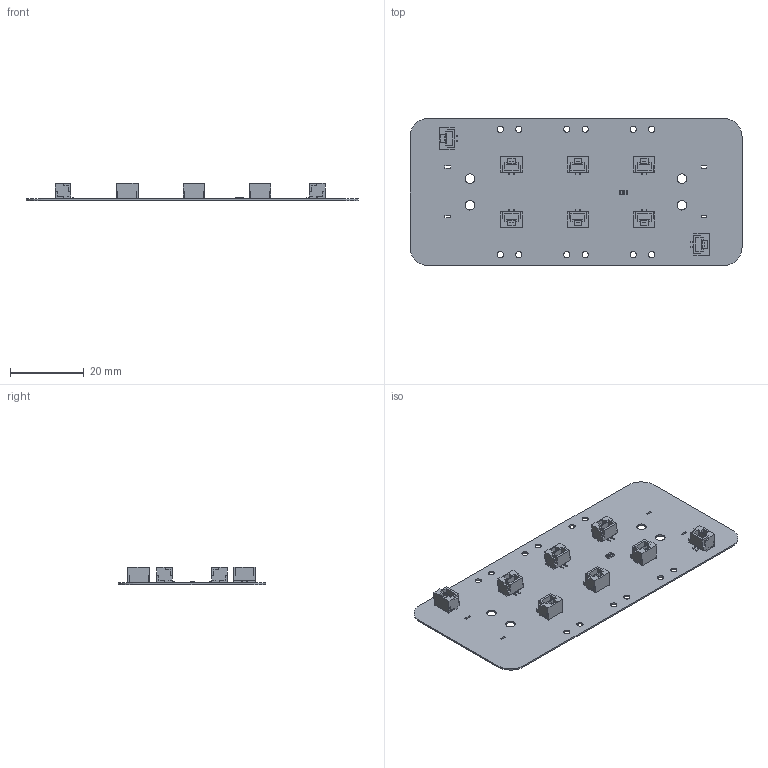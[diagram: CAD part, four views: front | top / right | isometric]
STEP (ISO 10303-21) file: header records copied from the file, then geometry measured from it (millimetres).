
FILE_DESCRIPTION(('Open CASCADE Model'),'2;1');
FILE_NAME('Open CASCADE Shape Model','2022-05-25T18:26:45',('Author'),( 'Open CASCADE'),'Open CASCADE STEP processor 6.8','Open CASCADE 6.8' ,'Unknown');
FILE_SCHEMA(('AUTOMOTIVE_DESIGN { 1 0 10303 214 1 1 1 1 }'));
Length unit declared in the file: millimetre
Products named in the file (14): PCB; Board; Open CASCADE STEP translator 6.8 1.1.1; R1; User_Library-R_0805; J8; BM02B-GHS-TBT; J7; J6; J5; J4; J3; J2; J1
Assembly tree (20 placements, depth 3):
  PCB
    Board
      Open CASCADE STEP translator 6.8 1.1.1
    R1
      User_Library-R_0805
    J8
      BM02B-GHS-TBT
    J7
      BM02B-GHS-TBT
    J6
      BM02B-GHS-TBT
    J5
      BM02B-GHS-TBT
    J4
      BM02B-GHS-TBT
    J3
      BM02B-GHS-TBT
    J2
      BM02B-GHS-TBT
    J1
      BM02B-GHS-TBT
Bounding box: 90 x 40 x 4.61 mm (x, y, z)
Volume: 1974.2 mm3; surface area: 8747.1 mm2
Topology: 13 solids, 13 shells, 747 faces, 2043 edges, 1346 vertices
Faces by surface type: plane 685, bspline 42, cylinder 20
Full cylindrical faces by diameter (mm): 1.7 x12, 2.6 x4
Entity records: 10457 total; most frequent: CARTESIAN_POINT 3855, ORIENTED_EDGE 1146, DIRECTION 917, EDGE_CURVE 573, LINE 449, VECTOR 449, VERTEX_POINT 380, FACE_BOUND 267
